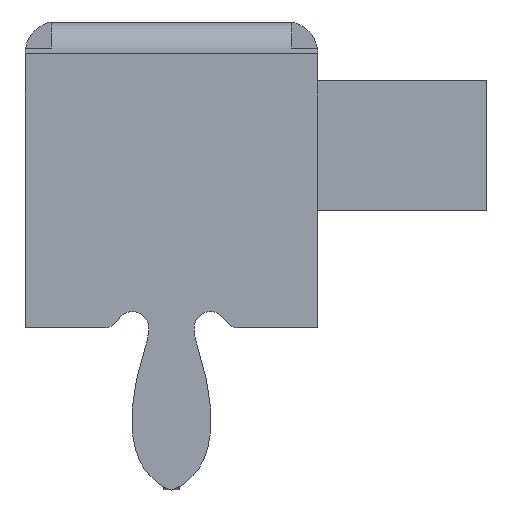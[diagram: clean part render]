
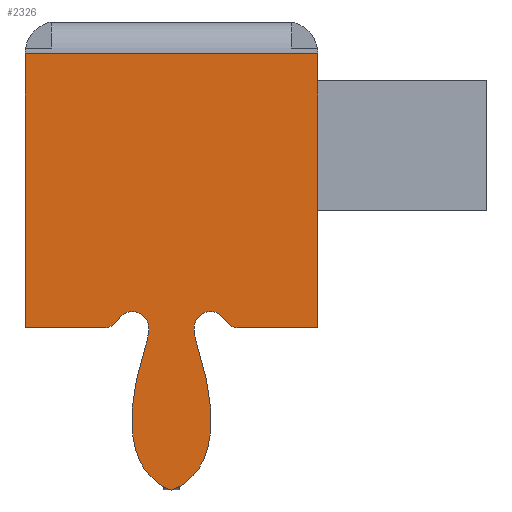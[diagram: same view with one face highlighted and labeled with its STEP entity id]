
A CAD part, left-side view. The second image highlights one B-rep face of the part: STEP entity #2326.
In plain terms, the highlighted planar face has unit normal (-1, 0, 0).
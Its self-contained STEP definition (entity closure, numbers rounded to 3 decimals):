
#18=B_SPLINE_CURVE_WITH_KNOTS('',3,(#3426,#3427,#3428,#3429,#3430),
 .UNSPECIFIED.,.F.,.F.,(4,1,4),(0.,0.25,0.993),
 .UNSPECIFIED.);
#20=B_SPLINE_CURVE_WITH_KNOTS('',3,(#3451,#3452,#3453,#3454,#3455),
 .UNSPECIFIED.,.F.,.F.,(4,1,4),(0.,0.25,0.993),
 .UNSPECIFIED.);
#143=FACE_OUTER_BOUND('',#284,.T.);
#284=EDGE_LOOP('',(#1641,#1642,#1643,#1644,#1645,#1646,#1647,#1648,#1649,
#1650,#1651,#1652,#1653,#1654));
#400=CIRCLE('',#2482,0.073);
#403=CIRCLE('',#2486,0.25);
#405=CIRCLE('',#2489,0.25);
#411=CIRCLE('',#2504,0.25);
#413=CIRCLE('',#2507,0.25);
#415=CIRCLE('',#2510,0.826);
#417=CIRCLE('',#2513,0.826);
#473=LINE('',#3345,#736);
#475=LINE('',#3352,#738);
#486=LINE('',#3380,#749);
#491=LINE('',#3390,#754);
#496=LINE('',#3460,#759);
#736=VECTOR('',#2722,1.);
#738=VECTOR('',#2728,1.);
#749=VECTOR('',#2753,1.);
#754=VECTOR('',#2762,1.);
#759=VECTOR('',#2793,1.);
#986=VERTEX_POINT('',#3317);
#987=VERTEX_POINT('',#3318);
#990=VERTEX_POINT('',#3326);
#993=VERTEX_POINT('',#3331);
#995=VERTEX_POINT('',#3337);
#997=VERTEX_POINT('',#3343);
#1000=VERTEX_POINT('',#3350);
#1009=VERTEX_POINT('',#3378);
#1010=VERTEX_POINT('',#3379);
#1013=VERTEX_POINT('',#3388);
#1015=VERTEX_POINT('',#3394);
#1017=VERTEX_POINT('',#3400);
#1019=VERTEX_POINT('',#3406);
#1021=VERTEX_POINT('',#3449);
#1216=EDGE_CURVE('',#986,#987,#400,.T.);
#1223=EDGE_CURVE('',#993,#990,#403,.T.);
#1226=EDGE_CURVE('',#993,#995,#405,.T.);
#1229=EDGE_CURVE('',#995,#997,#473,.T.);
#1232=EDGE_CURVE('',#997,#1000,#475,.T.);
#1245=EDGE_CURVE('',#1009,#1010,#486,.T.);
#1251=EDGE_CURVE('',#1009,#1013,#491,.T.);
#1254=EDGE_CURVE('',#1015,#1013,#411,.T.);
#1257=EDGE_CURVE('',#1017,#1015,#413,.T.);
#1260=EDGE_CURVE('',#1017,#1019,#415,.T.);
#1262=EDGE_CURVE('',#1019,#986,#18,.T.);
#1265=EDGE_CURVE('',#1021,#987,#20,.T.);
#1267=EDGE_CURVE('',#990,#1021,#417,.T.);
#1268=EDGE_CURVE('',#1000,#1010,#496,.T.);
#1641=ORIENTED_EDGE('',*,*,#1232,.T.);
#1642=ORIENTED_EDGE('',*,*,#1268,.T.);
#1643=ORIENTED_EDGE('',*,*,#1245,.F.);
#1644=ORIENTED_EDGE('',*,*,#1251,.T.);
#1645=ORIENTED_EDGE('',*,*,#1254,.F.);
#1646=ORIENTED_EDGE('',*,*,#1257,.F.);
#1647=ORIENTED_EDGE('',*,*,#1260,.T.);
#1648=ORIENTED_EDGE('',*,*,#1262,.T.);
#1649=ORIENTED_EDGE('',*,*,#1216,.T.);
#1650=ORIENTED_EDGE('',*,*,#1265,.F.);
#1651=ORIENTED_EDGE('',*,*,#1267,.F.);
#1652=ORIENTED_EDGE('',*,*,#1223,.F.);
#1653=ORIENTED_EDGE('',*,*,#1226,.T.);
#1654=ORIENTED_EDGE('',*,*,#1229,.T.);
#2208=PLANE('',#2514);
#2326=ADVANCED_FACE('',(#143),#2208,.T.);
#2482=AXIS2_PLACEMENT_3D('',#3319,#2697,#2698);
#2486=AXIS2_PLACEMENT_3D('',#3333,#2709,#2710);
#2489=AXIS2_PLACEMENT_3D('',#3339,#2716,#2717);
#2504=AXIS2_PLACEMENT_3D('',#3396,#2768,#2769);
#2507=AXIS2_PLACEMENT_3D('',#3402,#2775,#2776);
#2510=AXIS2_PLACEMENT_3D('',#3408,#2782,#2783);
#2513=AXIS2_PLACEMENT_3D('',#3458,#2789,#2790);
#2514=AXIS2_PLACEMENT_3D('',#3459,#2791,#2792);
#2697=DIRECTION('center_axis',(-1.,0.,0.));
#2698=DIRECTION('ref_axis',(0.,0.,1.));
#2709=DIRECTION('center_axis',(-1.,0.,0.));
#2710=DIRECTION('ref_axis',(0.,0.,1.));
#2716=DIRECTION('center_axis',(-1.,0.,0.));
#2717=DIRECTION('ref_axis',(0.,0.,1.));
#2722=DIRECTION('',(0.,-1.,0.));
#2728=DIRECTION('',(0.,0.,1.));
#2753=DIRECTION('',(0.,0.,1.));
#2762=DIRECTION('',(0.,-1.,0.));
#2768=DIRECTION('center_axis',(1.,0.,0.));
#2769=DIRECTION('ref_axis',(0.,0.,1.));
#2775=DIRECTION('center_axis',(-1.,0.,0.));
#2776=DIRECTION('ref_axis',(0.,0.,1.));
#2782=DIRECTION('center_axis',(1.,0.,0.));
#2783=DIRECTION('ref_axis',(0.,0.,1.));
#2789=DIRECTION('center_axis',(-1.,0.,0.));
#2790=DIRECTION('ref_axis',(0.,0.,1.));
#2791=DIRECTION('center_axis',(-1.,0.,0.));
#2792=DIRECTION('ref_axis',(0.,0.,1.));
#2793=DIRECTION('',(0.,1.,0.));
#3317=CARTESIAN_POINT('',(-4.3,0.023,-3.197));
#3318=CARTESIAN_POINT('',(-4.3,-0.023,-3.197));
#3319=CARTESIAN_POINT('Origin',(-4.3,0.,-3.127));
#3326=CARTESIAN_POINT('',(-4.3,-0.35,-0.706));
#3331=CARTESIAN_POINT('',(-4.3,-0.817,-0.581));
#3333=CARTESIAN_POINT('Origin',(-4.3,-0.6,-0.706));
#3337=CARTESIAN_POINT('',(-4.3,-1.033,-0.706));
#3339=CARTESIAN_POINT('Origin',(-4.3,-1.033,-0.456));
#3343=CARTESIAN_POINT('',(-4.3,-2.25,-0.706));
#3345=CARTESIAN_POINT('',(-4.3,0.,-0.706));
#3350=CARTESIAN_POINT('',(-4.3,-2.25,3.504));
#3352=CARTESIAN_POINT('',(-4.3,-2.25,-0.756));
#3378=CARTESIAN_POINT('',(-4.3,2.25,-0.706));
#3379=CARTESIAN_POINT('',(-4.3,2.25,3.504));
#3380=CARTESIAN_POINT('',(-4.3,2.25,-0.756));
#3388=CARTESIAN_POINT('',(-4.3,1.033,-0.706));
#3390=CARTESIAN_POINT('',(-4.3,0.,-0.706));
#3394=CARTESIAN_POINT('',(-4.3,0.817,-0.581));
#3396=CARTESIAN_POINT('Origin',(-4.3,1.033,-0.456));
#3400=CARTESIAN_POINT('',(-4.3,0.35,-0.706));
#3402=CARTESIAN_POINT('Origin',(-4.3,0.6,-0.706));
#3406=CARTESIAN_POINT('',(-4.3,0.395,-0.974));
#3408=CARTESIAN_POINT('Origin',(-4.3,1.176,-0.706));
#3426=CARTESIAN_POINT('Ctrl Pts',(-4.3,0.395,-0.974));
#3427=CARTESIAN_POINT('Ctrl Pts',(-4.3,0.403,-0.999));
#3428=CARTESIAN_POINT('Ctrl Pts',(-4.3,0.574,-1.5));
#3429=CARTESIAN_POINT('Ctrl Pts',(-4.3,0.798,-2.86));
#3430=CARTESIAN_POINT('Ctrl Pts',(-4.3,0.023,-3.197));
#3449=CARTESIAN_POINT('',(-4.3,-0.395,-0.974));
#3451=CARTESIAN_POINT('Ctrl Pts',(-4.3,-0.395,-0.974));
#3452=CARTESIAN_POINT('Ctrl Pts',(-4.3,-0.403,-0.999));
#3453=CARTESIAN_POINT('Ctrl Pts',(-4.3,-0.574,-1.5));
#3454=CARTESIAN_POINT('Ctrl Pts',(-4.3,-0.798,-2.86));
#3455=CARTESIAN_POINT('Ctrl Pts',(-4.3,-0.023,-3.197));
#3458=CARTESIAN_POINT('Origin',(-4.3,-1.176,-0.706));
#3459=CARTESIAN_POINT('Origin',(-4.3,0.,-0.756));
#3460=CARTESIAN_POINT('',(-4.3,1.85,3.504));
